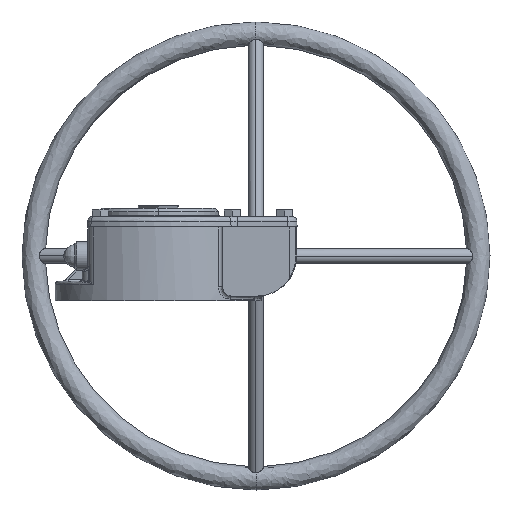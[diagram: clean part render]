
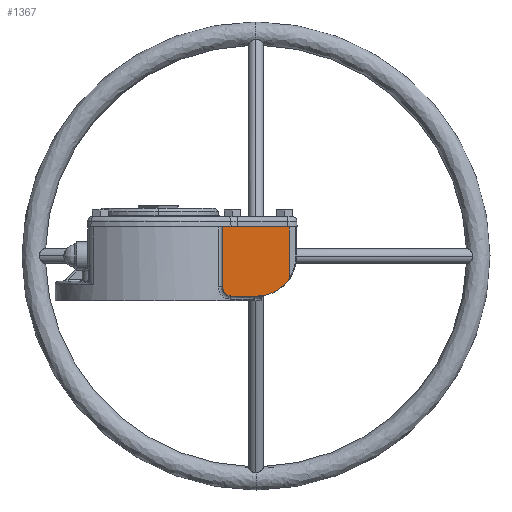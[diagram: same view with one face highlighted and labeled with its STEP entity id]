
A CAD part, front view. The second image highlights one B-rep face of the part: STEP entity #1367.
In plain terms, the highlighted planar face has unit normal (0, -1, 0).
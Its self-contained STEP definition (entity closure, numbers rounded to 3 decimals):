
#51 = CARTESIAN_POINT ( 'NONE',  ( 140., -91., 24.742 ) ) ;
#386 = VERTEX_POINT ( 'NONE', #19651 ) ;
#629 = CARTESIAN_POINT ( 'NONE',  ( 140., -91., 79. ) ) ;
#1347 = VECTOR ( 'NONE', #10941, 1000. ) ;
#1367 = ADVANCED_FACE ( 'NONE', ( #8240 ), #19444, .T. ) ;
#1407 = EDGE_CURVE ( 'NONE', #9917, #386, #8984, .T. ) ;
#1453 = VERTEX_POINT ( 'NONE', #14518 ) ;
#1673 = ORIENTED_EDGE ( 'NONE', *, *, #9773, .T. ) ;
#1755 = ORIENTED_EDGE ( 'NONE', *, *, #23778, .T. ) ;
#2185 = CARTESIAN_POINT ( 'NONE',  ( 63.333, -91., -1. ) ) ;
#2321 = CARTESIAN_POINT ( 'NONE',  ( 139.521, -91., 22.913 ) ) ;
#2446 = DIRECTION ( 'NONE',  ( 0., 0., 1. ) ) ;
#2756 = CARTESIAN_POINT ( 'NONE',  ( 70.37, -91., 10.226 ) ) ;
#3139 = ORIENTED_EDGE ( 'NONE', *, *, #20298, .T. ) ;
#3178 = DIRECTION ( 'NONE',  ( 0., 0., 1. ) ) ;
#3331 = DIRECTION ( 'NONE',  ( -1., 0., 0. ) ) ;
#4084 = CARTESIAN_POINT ( 'NONE',  ( 140., -91., 25.219 ) ) ;
#4261 = CARTESIAN_POINT ( 'NONE',  ( 140., -91., -1. ) ) ;
#4273 = CARTESIAN_POINT ( 'NONE',  ( 69.879, -91., 11.11 ) ) ;
#4478 = CIRCLE ( 'NONE', #7306, 9.828 ) ;
#5798 = VECTOR ( 'NONE', #3331, 1000. ) ;
#5841 = B_SPLINE_CURVE_WITH_KNOTS ( 'NONE', 3,
 ( #19885, #20006, #2756, #4273, #10452, #6660, #14352, #18250, #11978, #8180 ),
 .UNSPECIFIED., .F., .F.,
 ( 4, 2, 2, 2, 4 ),
 ( 0., 0.002, 0.003, 0.005, 0.006 ),
 .UNSPECIFIED. ) ;
#6038 = B_SPLINE_CURVE_WITH_KNOTS ( 'NONE', 3,
 ( #14046, #2321, #17317, #15434, #51, #4084 ),
 .UNSPECIFIED., .F., .F.,
 ( 4, 2, 4 ),
 ( 0., 0.001, 0.003 ),
 .UNSPECIFIED. ) ;
#6093 = DIRECTION ( 'NONE',  ( 0., -1., 0. ) ) ;
#6660 = CARTESIAN_POINT ( 'NONE',  ( 69.307, -91., 12.516 ) ) ;
#6738 = VERTEX_POINT ( 'NONE', #11656 ) ;
#6746 = VERTEX_POINT ( 'NONE', #23101 ) ;
#7306 = AXIS2_PLACEMENT_3D ( 'NONE', #12417, #19953, #2446 ) ;
#7607 = VERTEX_POINT ( 'NONE', #15263 ) ;
#8007 = EDGE_CURVE ( 'NONE', #10401, #24895, #24802, .T. ) ;
#8180 = CARTESIAN_POINT ( 'NONE',  ( 68.919, -91., 15. ) ) ;
#8235 = ORIENTED_EDGE ( 'NONE', *, *, #12292, .T. ) ;
#8240 = FACE_OUTER_BOUND ( 'NONE', #19285, .T. ) ;
#8532 = CIRCLE ( 'NONE', #11758, 42.828 ) ;
#8729 = ORIENTED_EDGE ( 'NONE', *, *, #19125, .T. ) ;
#8984 = LINE ( 'NONE', #22201, #12523 ) ;
#9287 = EDGE_CURVE ( 'NONE', #10125, #6738, #20750, .T. ) ;
#9773 = EDGE_CURVE ( 'NONE', #24895, #386, #12221, .T. ) ;
#9917 = VERTEX_POINT ( 'NONE', #15175 ) ;
#10125 = VERTEX_POINT ( 'NONE', #14523 ) ;
#10401 = VERTEX_POINT ( 'NONE', #12004 ) ;
#10452 = CARTESIAN_POINT ( 'NONE',  ( 69.662, -91., 11.57 ) ) ;
#10941 = DIRECTION ( 'NONE',  ( 1., 0., 0. ) ) ;
#11656 = CARTESIAN_POINT ( 'NONE',  ( 105., -91., 5.172 ) ) ;
#11758 = AXIS2_PLACEMENT_3D ( 'NONE', #16875, #24165, #20520 ) ;
#11822 = CARTESIAN_POINT ( 'NONE',  ( 139.128, -91., 22.123 ) ) ;
#11978 = CARTESIAN_POINT ( 'NONE',  ( 68.919, -91., 14.492 ) ) ;
#12004 = CARTESIAN_POINT ( 'NONE',  ( 140., -91., 25.219 ) ) ;
#12221 = LINE ( 'NONE', #18817, #5798 ) ;
#12292 = EDGE_CURVE ( 'NONE', #6746, #10401, #6038, .T. ) ;
#12417 = CARTESIAN_POINT ( 'NONE',  ( 79., -91., 15. ) ) ;
#12422 = ORIENTED_EDGE ( 'NONE', *, *, #18022, .F. ) ;
#12523 = VECTOR ( 'NONE', #3178, 1000. ) ;
#13479 = DIRECTION ( 'NONE',  ( 0., 0., 1. ) ) ;
#13788 = DIRECTION ( 'NONE',  ( 0., 0., -1. ) ) ;
#13987 = VECTOR ( 'NONE', #13479, 1000. ) ;
#14046 = CARTESIAN_POINT ( 'NONE',  ( 139.32, -91., 22.483 ) ) ;
#14352 = CARTESIAN_POINT ( 'NONE',  ( 69.166, -91., 13.005 ) ) ;
#14518 = CARTESIAN_POINT ( 'NONE',  ( 70.933, -91., 9.385 ) ) ;
#14523 = CARTESIAN_POINT ( 'NONE',  ( 79., -91., 5.172 ) ) ;
#15175 = CARTESIAN_POINT ( 'NONE',  ( 68.919, -91., 15. ) ) ;
#15263 = CARTESIAN_POINT ( 'NONE',  ( 139.003, -91., 21.96 ) ) ;
#15434 = CARTESIAN_POINT ( 'NONE',  ( 139.926, -91., 24.276 ) ) ;
#16451 = ORIENTED_EDGE ( 'NONE', *, *, #9287, .T. ) ;
#16875 = CARTESIAN_POINT ( 'NONE',  ( 105., -91., 48. ) ) ;
#17317 = CARTESIAN_POINT ( 'NONE',  ( 139.686, -91., 23.357 ) ) ;
#18022 = EDGE_CURVE ( 'NONE', #1453, #9917, #5841, .T. ) ;
#18250 = CARTESIAN_POINT ( 'NONE',  ( 68.972, -91., 13.992 ) ) ;
#18570 = ORIENTED_EDGE ( 'NONE', *, *, #8007, .T. ) ;
#18817 = CARTESIAN_POINT ( 'NONE',  ( 0., -91., 79. ) ) ;
#19113 = CARTESIAN_POINT ( 'NONE',  ( 139.32, -91., 22.483 ) ) ;
#19125 = EDGE_CURVE ( 'NONE', #6738, #7607, #8532, .T. ) ;
#19285 = EDGE_LOOP ( 'NONE', ( #1755, #8235, #18570, #1673, #23690, #12422, #3139, #16451, #8729 ) ) ;
#19444 = PLANE ( 'NONE',  #23782 ) ;
#19614 = CARTESIAN_POINT ( 'NONE',  ( 139.233, -91., 22.297 ) ) ;
#19651 = CARTESIAN_POINT ( 'NONE',  ( 68.919, -91., 79. ) ) ;
#19885 = CARTESIAN_POINT ( 'NONE',  ( 70.933, -91., 9.385 ) ) ;
#19953 = DIRECTION ( 'NONE',  ( 0., -1., 0. ) ) ;
#20006 = CARTESIAN_POINT ( 'NONE',  ( 70.644, -91., 9.801 ) ) ;
#20298 = EDGE_CURVE ( 'NONE', #1453, #10125, #4478, .T. ) ;
#20496 = B_SPLINE_CURVE_WITH_KNOTS ( 'NONE', 3,
 ( #23387, #11822, #19614, #19113 ),
 .UNSPECIFIED., .F., .F.,
 ( 4, 4 ),
 ( 0., 0.001 ),
 .UNSPECIFIED. ) ;
#20520 = DIRECTION ( 'NONE',  ( 0., 0., 1. ) ) ;
#20750 = LINE ( 'NONE', #24147, #1347 ) ;
#22201 = CARTESIAN_POINT ( 'NONE',  ( 68.919, -91., 82. ) ) ;
#23101 = CARTESIAN_POINT ( 'NONE',  ( 139.32, -91., 22.483 ) ) ;
#23387 = CARTESIAN_POINT ( 'NONE',  ( 139.003, -91., 21.96 ) ) ;
#23690 = ORIENTED_EDGE ( 'NONE', *, *, #1407, .F. ) ;
#23778 = EDGE_CURVE ( 'NONE', #7607, #6746, #20496, .T. ) ;
#23782 = AXIS2_PLACEMENT_3D ( 'NONE', #2185, #6093, #13788 ) ;
#24147 = CARTESIAN_POINT ( 'NONE',  ( 63.333, -91., 5.172 ) ) ;
#24165 = DIRECTION ( 'NONE',  ( 0., -1., 0. ) ) ;
#24802 = LINE ( 'NONE', #4261, #13987 ) ;
#24895 = VERTEX_POINT ( 'NONE', #629 ) ;
